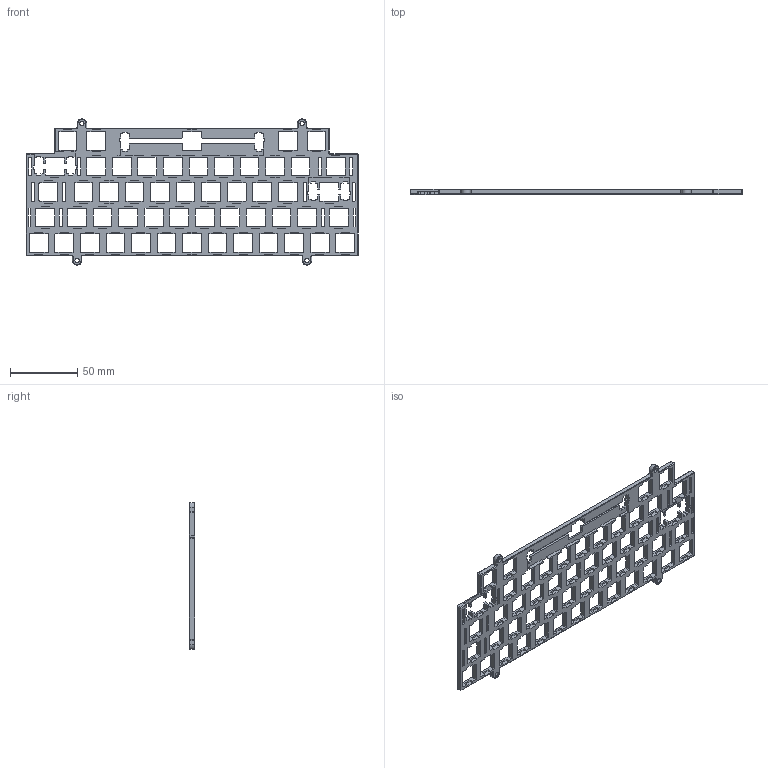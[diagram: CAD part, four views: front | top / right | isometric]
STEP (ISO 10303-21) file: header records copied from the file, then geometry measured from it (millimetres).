
FILE_DESCRIPTION(/* description */ (''),/* implementation_level */ '2;1');
FILE_NAME(/* name */ 'Plate.step',/* time_stamp */ '2021-01-24T11:33:17+01:00',/* author */ (''),/* organization */ (''),/* preprocessor_version */ 'ST-DEVELOPER v18.1',/* originating_system */ 'Autodesk Translation Framework v9.7.1.1290',/* authorisation */ '');
FILE_SCHEMA (('AUTOMOTIVE_DESIGN { 1 0 10303 214 3 1 1 }'));
Length unit declared in the file: millimetre
Products named in the file (1): Plate
Bounding box: 247.65 x 4 x 109.25 mm (x, y, z)
Volume: 41334.8 mm3; surface area: 40301.8 mm2
Topology: 1 solids, 1 shells, 1165 faces, 3436 edges, 2252 vertices
Faces by surface type: plane 840, cylinder 286, cone 39
Full cylindrical faces by diameter (mm): 3.2 x4
Entity records: 38675 total; most frequent: ORIENTED_EDGE 6848, CARTESIAN_POINT 6842, DIRECTION 6355, EDGE_CURVE 3424, LINE 2825, VECTOR 2825, VERTEX_POINT 2252, AXIS2_PLACEMENT_3D 1765
